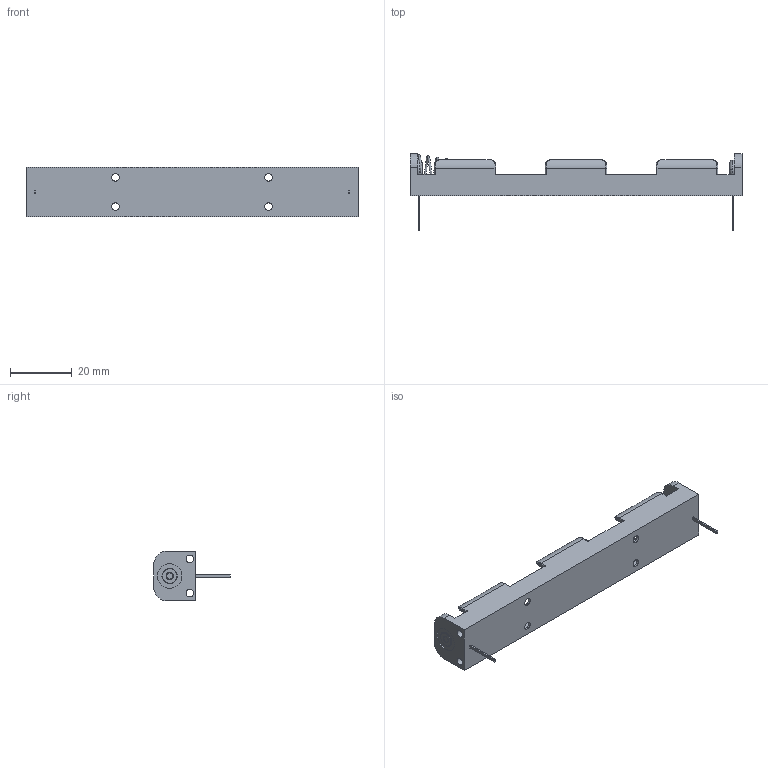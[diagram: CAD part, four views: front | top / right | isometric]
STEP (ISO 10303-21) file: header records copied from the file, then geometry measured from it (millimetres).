
FILE_DESCRIPTION (( 'STEP AP214' ), '1' );
FILE_NAME ('BC12AAPC.STEP', '2019-11-22T06:10:06', ( '' ), ( '' ), 'SwSTEP 2.0', 'SolidWorks 2016', '' );
FILE_SCHEMA (( 'AUTOMOTIVE_DESIGN' ));
Length unit declared in the file: millimetre
Products named in the file (1): BC12AAPC
Bounding box: 107.8 x 24.9 x 16.2 mm (x, y, z)
Volume: 4560.5 mm3; surface area: 8848 mm2
Topology: 3 solids, 3 shells, 288 faces, 709 edges, 437 vertices
Faces by surface type: cylinder 113, plane 97, torus 50, bspline 28
Entity records: 11721 total; most frequent: CARTESIAN_POINT 4831, DIRECTION 1476, ORIENTED_EDGE 1414, EDGE_CURVE 707, AXIS2_PLACEMENT_3D 578, VERTEX_POINT 436, EDGE_LOOP 321, VECTOR 320
